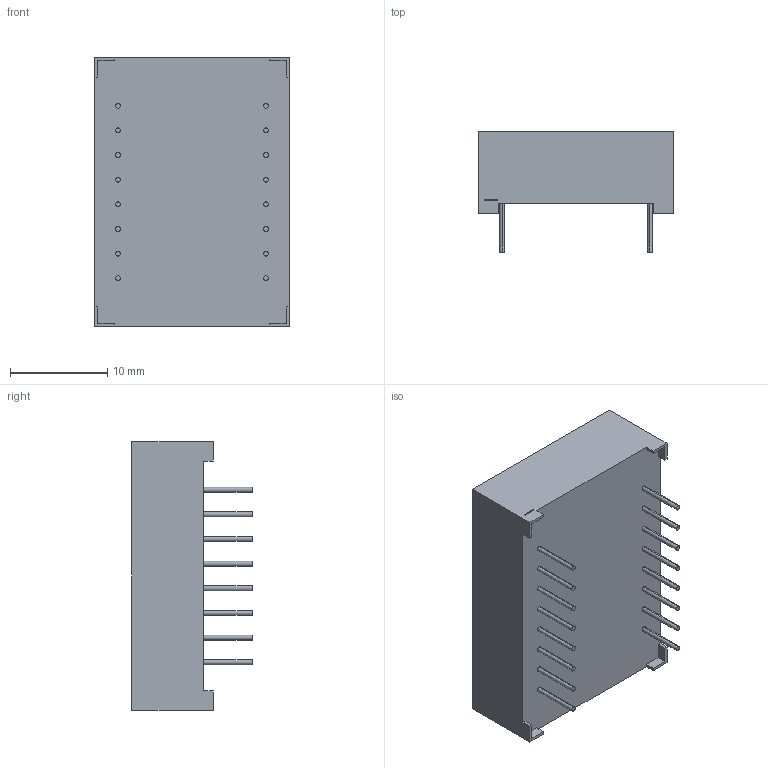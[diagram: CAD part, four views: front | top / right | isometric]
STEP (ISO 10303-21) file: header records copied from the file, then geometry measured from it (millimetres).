
FILE_DESCRIPTION (( 'STEP AP214' ), '1' );
FILE_NAME ('SA08-11.STEP', '2008-09-07T16:12:18', ( '' ), ( '' ), 'SwSTEP 2.0', 'SolidWorks 2008', '' );
FILE_SCHEMA (( 'AUTOMOTIVE_DESIGN' ));
Length unit declared in the file: millimetre
Products named in the file (1): SA08-11
Bounding box: 20 x 12.4 x 27.7 mm (x, y, z)
Volume: 4108.5 mm3; surface area: 1987.5 mm2
Topology: 1 solids, 1 shells, 412 faces, 1071 edges, 714 vertices
Faces by surface type: plane 260, bspline 116, cylinder 36
Entity records: 21922 total; most frequent: CARTESIAN_POINT 8586, ORIENTED_EDGE 2142, DIRECTION 1505, EDGE_CURVE 1071, VECTOR 767, LINE 767, VERTEX_POINT 714, EDGE_LOOP 465
